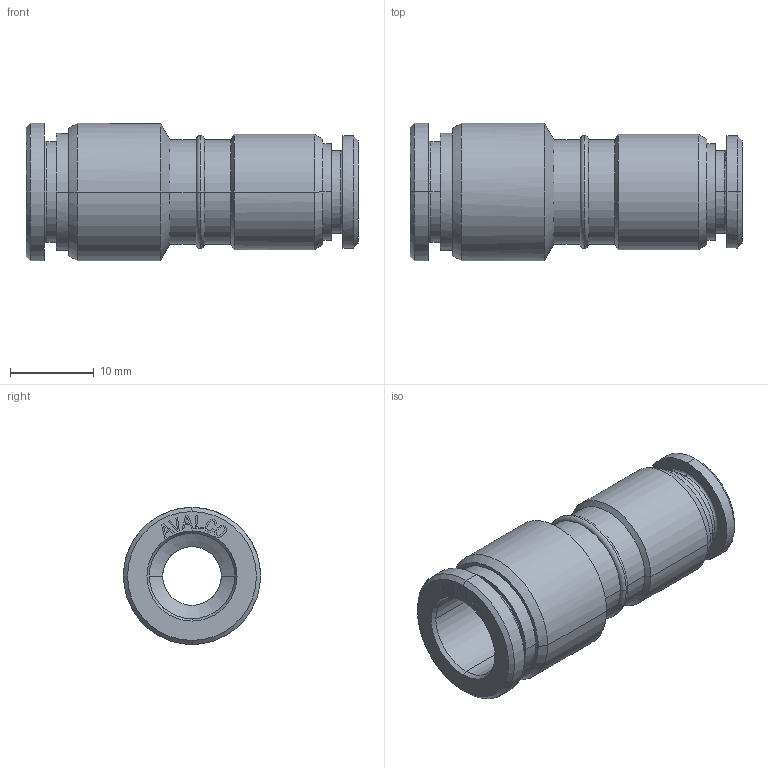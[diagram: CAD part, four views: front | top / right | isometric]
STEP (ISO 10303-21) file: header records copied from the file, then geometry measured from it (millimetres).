
FILE_DESCRIPTION(('CATIA V5 STEP Exchange'),'2;1');
FILE_NAME('PR580B-10-08.stp','2018-04-14T15:25:30+00:00',('none'),('none'),'CATIA Version 5 Release 21 GA (IN-10)','CATIA V5 STEP AP203','none');
FILE_SCHEMA(('CONFIG_CONTROL_DESIGN'));
Length unit declared in the file: millimetre
Products named in the file (1): PR580B-10-08
Bounding box: 39.7 x 16.4 x 16.4 mm (x, y, z)
Volume: 3633.4 mm3; surface area: 3833.2 mm2
Topology: 1 solids, 1 shells, 310 faces, 798 edges, 518 vertices
Faces by surface type: plane 236, cylinder 34, cone 28, torus 12
Entity records: 9471 total; most frequent: CARTESIAN_POINT 1998, ORIENTED_EDGE 1596, DIRECTION 1362, EDGE_CURVE 798, VECTOR 684, LINE 684, VERTEX_POINT 518, AXIS2_PLACEMENT_3D 385
